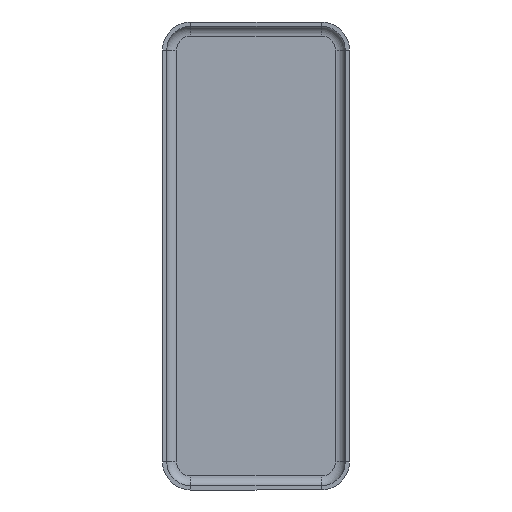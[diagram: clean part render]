
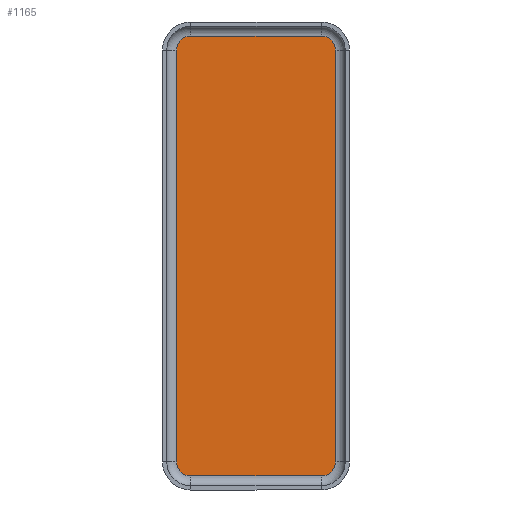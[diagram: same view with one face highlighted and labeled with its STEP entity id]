
A CAD part, front view. The second image highlights one B-rep face of the part: STEP entity #1165.
In plain terms, the highlighted planar face has unit normal (0, -1, 0).
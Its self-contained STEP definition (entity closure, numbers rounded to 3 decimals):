
#26 = CARTESIAN_POINT ( 'NONE',  ( -4.65, -0.3, 15.65 ) ) ;
#49 = DIRECTION ( 'NONE',  ( 0., 1., 0. ) ) ;
#52 = CARTESIAN_POINT ( 'NONE',  ( 4.65, -0.3, 14.65 ) ) ;
#61 = LINE ( 'NONE', #396, #805 ) ;
#64 = DIRECTION ( 'NONE',  ( 0., 0., 1. ) ) ;
#66 = EDGE_CURVE ( 'NONE', #564, #240, #61, .T. ) ;
#119 = CARTESIAN_POINT ( 'NONE',  ( -5.65, -0.3, -14.65 ) ) ;
#136 = DIRECTION ( 'NONE',  ( 1., 0., 0. ) ) ;
#137 = DIRECTION ( 'NONE',  ( 0., 0., 1. ) ) ;
#168 = ORIENTED_EDGE ( 'NONE', *, *, #748, .F. ) ;
#169 = AXIS2_PLACEMENT_3D ( 'NONE', #406, #495, #64 ) ;
#176 = DIRECTION ( 'NONE',  ( 0., 0., 1. ) ) ;
#196 = EDGE_CURVE ( 'NONE', #464, #494, #206, .T. ) ;
#206 = LINE ( 'NONE', #347, #752 ) ;
#229 = DIRECTION ( 'NONE',  ( 0., 0., -1. ) ) ;
#240 = VERTEX_POINT ( 'NONE', #898 ) ;
#251 = CARTESIAN_POINT ( 'NONE',  ( -4.65, -0.3, 14.65 ) ) ;
#252 = VERTEX_POINT ( 'NONE', #991 ) ;
#269 = EDGE_CURVE ( 'NONE', #252, #564, #698, .T. ) ;
#293 = ORIENTED_EDGE ( 'NONE', *, *, #269, .F. ) ;
#296 = DIRECTION ( 'NONE',  ( 0., 0., 1. ) ) ;
#309 = AXIS2_PLACEMENT_3D ( 'NONE', #251, #894, #176 ) ;
#347 = CARTESIAN_POINT ( 'NONE',  ( 5.65, -0.3, 14.65 ) ) ;
#394 = AXIS2_PLACEMENT_3D ( 'NONE', #490, #49, #137 ) ;
#396 = CARTESIAN_POINT ( 'NONE',  ( -4.65, -0.3, 15.65 ) ) ;
#406 = CARTESIAN_POINT ( 'NONE',  ( 4.65, -0.3, -14.65 ) ) ;
#425 = ORIENTED_EDGE ( 'NONE', *, *, #66, .F. ) ;
#464 = VERTEX_POINT ( 'NONE', #1118 ) ;
#490 = CARTESIAN_POINT ( 'NONE',  ( 4.65, -0.3, 14.65 ) ) ;
#494 = VERTEX_POINT ( 'NONE', #504 ) ;
#495 = DIRECTION ( 'NONE',  ( 0., 1., 0. ) ) ;
#500 = PLANE ( 'NONE',  #712 ) ;
#504 = CARTESIAN_POINT ( 'NONE',  ( 5.65, -0.3, -14.65 ) ) ;
#527 = EDGE_CURVE ( 'NONE', #494, #989, #766, .T. ) ;
#564 = VERTEX_POINT ( 'NONE', #26 ) ;
#567 = CARTESIAN_POINT ( 'NONE',  ( -4.65, -0.3, -14.65 ) ) ;
#575 = VECTOR ( 'NONE', #296, 1000. ) ;
#585 = DIRECTION ( 'NONE',  ( 0., -1., 0. ) ) ;
#615 = VERTEX_POINT ( 'NONE', #119 ) ;
#629 = LINE ( 'NONE', #770, #720 ) ;
#633 = CARTESIAN_POINT ( 'NONE',  ( -4.65, -0.3, -15.65 ) ) ;
#636 = LINE ( 'NONE', #1038, #575 ) ;
#664 = DIRECTION ( 'NONE',  ( 0., 0., 1. ) ) ;
#698 = CIRCLE ( 'NONE', #309, 1. ) ;
#701 = FACE_OUTER_BOUND ( 'NONE', #1076, .T. ) ;
#709 = ORIENTED_EDGE ( 'NONE', *, *, #527, .F. ) ;
#711 = ORIENTED_EDGE ( 'NONE', *, *, #1011, .F. ) ;
#712 = AXIS2_PLACEMENT_3D ( 'NONE', #52, #585, #229 ) ;
#720 = VECTOR ( 'NONE', #1046, 1000. ) ;
#729 = EDGE_CURVE ( 'NONE', #240, #464, #919, .T. ) ;
#748 = EDGE_CURVE ( 'NONE', #989, #993, #629, .T. ) ;
#752 = VECTOR ( 'NONE', #984, 1000. ) ;
#755 = DIRECTION ( 'NONE',  ( 0., 1., 0. ) ) ;
#766 = CIRCLE ( 'NONE', #169, 1. ) ;
#770 = CARTESIAN_POINT ( 'NONE',  ( 4.65, -0.3, -15.65 ) ) ;
#805 = VECTOR ( 'NONE', #136, 1000. ) ;
#838 = CIRCLE ( 'NONE', #938, 1. ) ;
#872 = ORIENTED_EDGE ( 'NONE', *, *, #196, .F. ) ;
#894 = DIRECTION ( 'NONE',  ( 0., 1., 0. ) ) ;
#898 = CARTESIAN_POINT ( 'NONE',  ( 4.65, -0.3, 15.65 ) ) ;
#908 = CARTESIAN_POINT ( 'NONE',  ( 4.65, -0.3, -15.65 ) ) ;
#919 = CIRCLE ( 'NONE', #394, 1. ) ;
#935 = ORIENTED_EDGE ( 'NONE', *, *, #1019, .F. ) ;
#938 = AXIS2_PLACEMENT_3D ( 'NONE', #567, #755, #664 ) ;
#979 = ORIENTED_EDGE ( 'NONE', *, *, #729, .F. ) ;
#984 = DIRECTION ( 'NONE',  ( 0., 0., -1. ) ) ;
#989 = VERTEX_POINT ( 'NONE', #908 ) ;
#991 = CARTESIAN_POINT ( 'NONE',  ( -5.65, -0.3, 14.65 ) ) ;
#993 = VERTEX_POINT ( 'NONE', #633 ) ;
#1011 = EDGE_CURVE ( 'NONE', #993, #615, #838, .T. ) ;
#1019 = EDGE_CURVE ( 'NONE', #615, #252, #636, .T. ) ;
#1038 = CARTESIAN_POINT ( 'NONE',  ( -5.65, -0.3, -14.65 ) ) ;
#1046 = DIRECTION ( 'NONE',  ( -1., 0., 0. ) ) ;
#1076 = EDGE_LOOP ( 'NONE', ( #979, #425, #293, #935, #711, #168, #709, #872 ) ) ;
#1118 = CARTESIAN_POINT ( 'NONE',  ( 5.65, -0.3, 14.65 ) ) ;
#1165 = ADVANCED_FACE ( 'NONE', ( #701 ), #500, .T. ) ;
